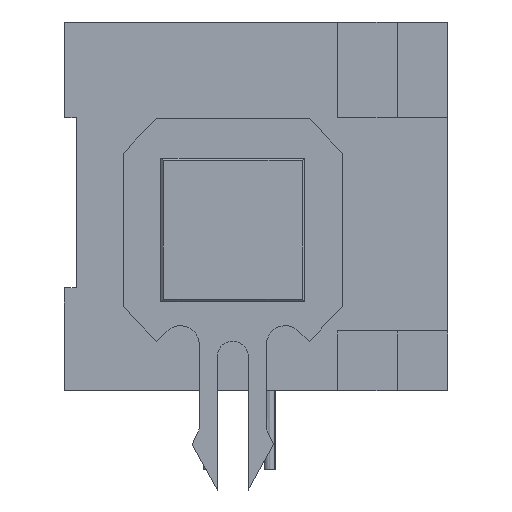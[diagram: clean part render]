
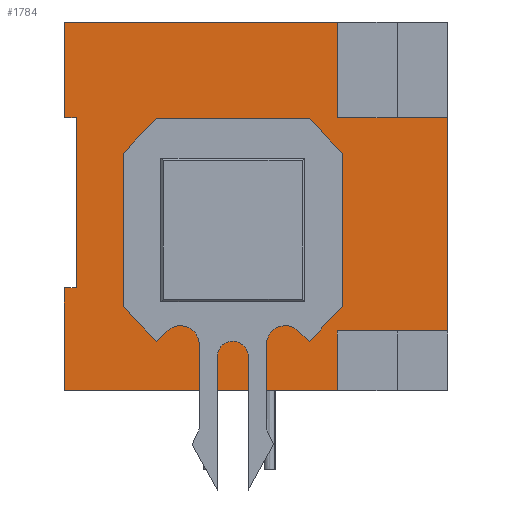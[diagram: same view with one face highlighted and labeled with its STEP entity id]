
A CAD part, left-side view. The second image highlights one B-rep face of the part: STEP entity #1784.
In plain terms, the highlighted planar face has unit normal (-1, 0, 0).
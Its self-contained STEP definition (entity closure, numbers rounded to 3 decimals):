
#1784 = ADVANCED_FACE( '', ( #4200, #4201 ), #4202, .T. );
#4200 = FACE_BOUND( '', #7422, .T. );
#4201 = FACE_OUTER_BOUND( '', #7423, .T. );
#4202 = PLANE( '', #7424 );
#7422 = EDGE_LOOP( '', ( #15145, #15146, #15147, #15148 ) );
#7423 = EDGE_LOOP( '', ( #15149, #15150, #15151, #15152, #15153, #15154, #15155, #15156, #15157, #15158, #15159, #15160 ) );
#7424 = AXIS2_PLACEMENT_3D( '', #15161, #15162, #15163 );
#15145 = ORIENTED_EDGE( '', *, *, #25354, .T. );
#15146 = ORIENTED_EDGE( '', *, *, #25355, .T. );
#15147 = ORIENTED_EDGE( '', *, *, #25356, .T. );
#15148 = ORIENTED_EDGE( '', *, *, #25357, .T. );
#15149 = ORIENTED_EDGE( '', *, *, #25167, .T. );
#15150 = ORIENTED_EDGE( '', *, *, #25358, .F. );
#15151 = ORIENTED_EDGE( '', *, *, #25359, .T. );
#15152 = ORIENTED_EDGE( '', *, *, #25360, .T. );
#15153 = ORIENTED_EDGE( '', *, *, #25361, .T. );
#15154 = ORIENTED_EDGE( '', *, *, #25362, .T. );
#15155 = ORIENTED_EDGE( '', *, *, #25363, .F. );
#15156 = ORIENTED_EDGE( '', *, *, #25364, .F. );
#15157 = ORIENTED_EDGE( '', *, *, #25365, .T. );
#15158 = ORIENTED_EDGE( '', *, *, #25366, .F. );
#15159 = ORIENTED_EDGE( '', *, *, #25367, .F. );
#15160 = ORIENTED_EDGE( '', *, *, #25147, .T. );
#15161 = CARTESIAN_POINT( '', ( -7.1, 0., 0. ) );
#15162 = DIRECTION( '', ( -1., 0., 0. ) );
#15163 = DIRECTION( '', ( 0., 0., 1. ) );
#25147 = EDGE_CURVE( '', #29937, #29935, #29938, .T. );
#25167 = EDGE_CURVE( '', #29935, #29970, #29972, .T. );
#25354 = EDGE_CURVE( '', #30299, #30300, #30301, .T. );
#25355 = EDGE_CURVE( '', #30300, #30302, #30303, .T. );
#25356 = EDGE_CURVE( '', #30302, #30304, #30305, .T. );
#25357 = EDGE_CURVE( '', #30304, #30299, #30306, .T. );
#25358 = EDGE_CURVE( '', #30307, #29970, #30308, .T. );
#25359 = EDGE_CURVE( '', #30307, #30309, #30310, .T. );
#25360 = EDGE_CURVE( '', #30309, #30311, #30312, .T. );
#25361 = EDGE_CURVE( '', #30311, #30313, #30314, .T. );
#25362 = EDGE_CURVE( '', #30313, #30315, #30316, .T. );
#25363 = EDGE_CURVE( '', #30317, #30315, #30318, .T. );
#25364 = EDGE_CURVE( '', #30319, #30317, #30320, .T. );
#25365 = EDGE_CURVE( '', #30319, #30321, #30322, .T. );
#25366 = EDGE_CURVE( '', #30323, #30321, #30324, .T. );
#25367 = EDGE_CURVE( '', #29937, #30323, #30325, .T. );
#29935 = VERTEX_POINT( '', #36830 );
#29937 = VERTEX_POINT( '', #36833 );
#29938 = LINE( '', #36834, #36835 );
#29970 = VERTEX_POINT( '', #36880 );
#29972 = LINE( '', #36883, #36884 );
#30299 = VERTEX_POINT( '', #37356 );
#30300 = VERTEX_POINT( '', #37357 );
#30301 = LINE( '', #37358, #37359 );
#30302 = VERTEX_POINT( '', #37360 );
#30303 = LINE( '', #37361, #37362 );
#30304 = VERTEX_POINT( '', #37363 );
#30305 = LINE( '', #37364, #37365 );
#30306 = LINE( '', #37366, #37367 );
#30307 = VERTEX_POINT( '', #37368 );
#30308 = LINE( '', #37369, #37370 );
#30309 = VERTEX_POINT( '', #37371 );
#30310 = LINE( '', #37372, #37373 );
#30311 = VERTEX_POINT( '', #37374 );
#30312 = LINE( '', #37375, #37376 );
#30313 = VERTEX_POINT( '', #37377 );
#30314 = LINE( '', #37378, #37379 );
#30315 = VERTEX_POINT( '', #37380 );
#30316 = LINE( '', #37381, #37382 );
#30317 = VERTEX_POINT( '', #37383 );
#30318 = LINE( '', #37384, #37385 );
#30319 = VERTEX_POINT( '', #37386 );
#30320 = LINE( '', #37387, #37388 );
#30321 = VERTEX_POINT( '', #37389 );
#30322 = LINE( '', #37390, #37391 );
#30323 = VERTEX_POINT( '', #37392 );
#30324 = LINE( '', #37393, #37394 );
#30325 = LINE( '', #37395, #37396 );
#36830 = CARTESIAN_POINT( '', ( -7.1, 8., 7.7 ) );
#36833 = CARTESIAN_POINT( '', ( -7.1, -3.4, 7.7 ) );
#36834 = CARTESIAN_POINT( '', ( -7.1, -8., 7.7 ) );
#36835 = VECTOR( '', #45185, 1000. );
#36880 = CARTESIAN_POINT( '', ( -7.1, 8., 3.7 ) );
#36883 = CARTESIAN_POINT( '', ( -7.1, 8., 7.7 ) );
#36884 = VECTOR( '', #45206, 1000. );
#37356 = CARTESIAN_POINT( '', ( -7.1, -2.03, 2.02 ) );
#37357 = CARTESIAN_POINT( '', ( -7.1, -2.03, -3.98 ) );
#37358 = CARTESIAN_POINT( '', ( -7.1, -2.03, 2.02 ) );
#37359 = VECTOR( '', #45391, 1000. );
#37360 = CARTESIAN_POINT( '', ( -7.1, 3.97, -3.98 ) );
#37361 = CARTESIAN_POINT( '', ( -7.1, -2.03, -3.98 ) );
#37362 = VECTOR( '', #45392, 1000. );
#37363 = CARTESIAN_POINT( '', ( -7.1, 3.97, 2.02 ) );
#37364 = CARTESIAN_POINT( '', ( -7.1, 3.97, -3.98 ) );
#37365 = VECTOR( '', #45393, 1000. );
#37366 = CARTESIAN_POINT( '', ( -7.1, 3.97, 2.02 ) );
#37367 = VECTOR( '', #45394, 1000. );
#37368 = CARTESIAN_POINT( '', ( -7.1, 7.5, 3.7 ) );
#37369 = CARTESIAN_POINT( '', ( -7.1, 7.5, 3.7 ) );
#37370 = VECTOR( '', #45395, 1000. );
#37371 = CARTESIAN_POINT( '', ( -7.1, 7.5, -3.4 ) );
#37372 = CARTESIAN_POINT( '', ( -7.1, 7.5, 3.7 ) );
#37373 = VECTOR( '', #45396, 1000. );
#37374 = CARTESIAN_POINT( '', ( -7.1, 8., -3.4 ) );
#37375 = CARTESIAN_POINT( '', ( -7.1, 7.5, -3.4 ) );
#37376 = VECTOR( '', #45397, 1000. );
#37377 = CARTESIAN_POINT( '', ( -7.1, 8., -7.7 ) );
#37378 = CARTESIAN_POINT( '', ( -7.1, 8., 7.7 ) );
#37379 = VECTOR( '', #45398, 1000. );
#37380 = CARTESIAN_POINT( '', ( -7.1, -3.4, -7.7 ) );
#37381 = CARTESIAN_POINT( '', ( -7.1, 8., -7.7 ) );
#37382 = VECTOR( '', #45399, 1000. );
#37383 = CARTESIAN_POINT( '', ( -7.1, -3.4, -5.2 ) );
#37384 = CARTESIAN_POINT( '', ( -7.1, -3.4, -5.2 ) );
#37385 = VECTOR( '', #45400, 1000. );
#37386 = CARTESIAN_POINT( '', ( -7.1, -8., -5.2 ) );
#37387 = CARTESIAN_POINT( '', ( -7.1, -5.9, -5.2 ) );
#37388 = VECTOR( '', #45401, 1000. );
#37389 = CARTESIAN_POINT( '', ( -7.1, -8., 3.7 ) );
#37390 = CARTESIAN_POINT( '', ( -7.1, -8., -7.7 ) );
#37391 = VECTOR( '', #45402, 1000. );
#37392 = CARTESIAN_POINT( '', ( -7.1, -3.4, 3.7 ) );
#37393 = CARTESIAN_POINT( '', ( -7.1, -3.4, 3.7 ) );
#37394 = VECTOR( '', #45403, 1000. );
#37395 = CARTESIAN_POINT( '', ( -7.1, -3.4, 7.7 ) );
#37396 = VECTOR( '', #45404, 1000. );
#45185 = DIRECTION( '', ( 0., 1., 0. ) );
#45206 = DIRECTION( '', ( 0., 0., -1. ) );
#45391 = DIRECTION( '', ( 0., 0., -1. ) );
#45392 = DIRECTION( '', ( 0., 1., 0. ) );
#45393 = DIRECTION( '', ( 0., 0., 1. ) );
#45394 = DIRECTION( '', ( 0., -1., 0. ) );
#45395 = DIRECTION( '', ( 0., 1., 0. ) );
#45396 = DIRECTION( '', ( 0., 0., -1. ) );
#45397 = DIRECTION( '', ( 0., 1., 0. ) );
#45398 = DIRECTION( '', ( 0., 0., -1. ) );
#45399 = DIRECTION( '', ( 0., -1., 0. ) );
#45400 = DIRECTION( '', ( 0., 0., -1. ) );
#45401 = DIRECTION( '', ( 0., 1., 0. ) );
#45402 = DIRECTION( '', ( 0., 0., 1. ) );
#45403 = DIRECTION( '', ( 0., -1., 0. ) );
#45404 = DIRECTION( '', ( 0., 0., -1. ) );
